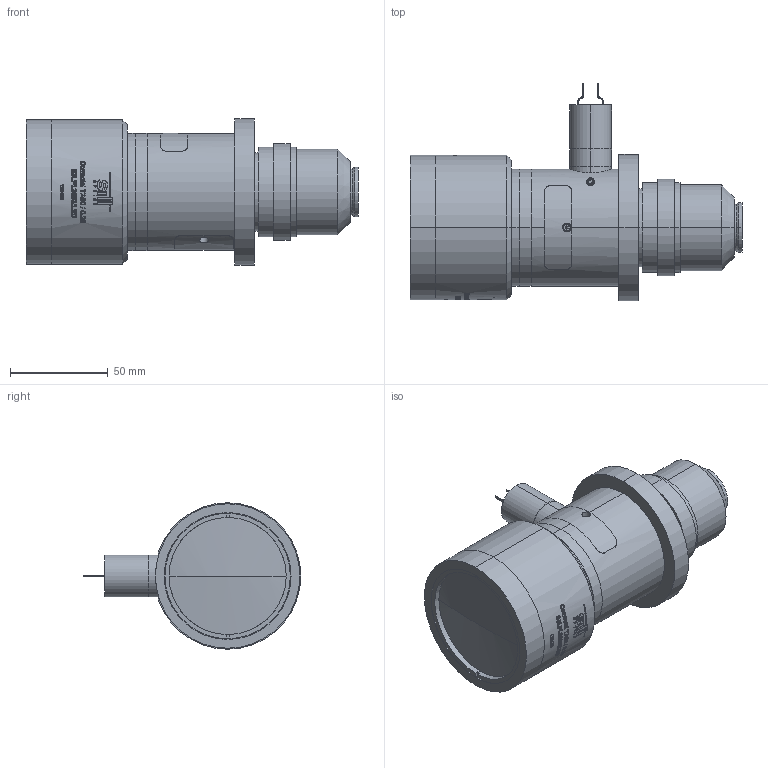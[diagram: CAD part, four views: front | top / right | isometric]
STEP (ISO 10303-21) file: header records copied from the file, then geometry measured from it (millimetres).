
FILE_DESCRIPTION (( 'STEP AP203' ), '1' );
FILE_NAME ('S5LPL2499_LED_01.STEP', '2022-03-04T05:52:35', ( '' ), ( '' ), 'SwSTEP 2.0', 'SolidWorks 2021', '' );
FILE_SCHEMA (( 'CONFIG_CONTROL_DESIGN' ));
Length unit declared in the file: millimetre
Products named in the file (39): 518002; 291610; 134301; 518004; S5FIL0201; 282101; O-Ring 15x1; 134317; 522203; DIN 912 M2 x 10 --- 10N_DIN 912 M2 x 10 --- 10N; S0DIF1363; 134319; 239407; DIN 914 - M3 x 4-N_DIN 914 - M3 x 4-N; S5MEC0010; S5ELE1365; 134318; 110211; S5LDX1199_078; 518003; S5LED0011; DIN 912 M2 x 4 --- 4N_DIN 912 M2 x 4 --- 4N; 134330; 151204_S5LPL2499_LED; 282107; S5LAO1199_078; 518001; 110805; 110807; 097108; 522301; 282106; Anschlußkabel 300 mm^134301; S5LMP4551_078; 053710; S5LPL2499_LED_01; 282111; 134316; DIN 913 - M3 x 3-N_DIN 913 - M3 x 3-N
Assembly tree (40 placements, depth 4):
  S5LPL2499_LED_01
    S5LAO1199_078
      S5LDX1199_078
    282101
      S5LMP4551_078
      282106
      282107
      282111
      S5MEC0010
    110805
    110807
    151204_S5LPL2499_LED
    291610
    522301
      134301
        134317
        134319
        134330
        S5ELE1365
        S5LED0011
        Anschlußkabel 300 mm^134301  x2
      134316
      134318
      053710
      S5FIL0201
      S0DIF1363
      522203
    518001
      518002
      518003
      518004
      O-Ring 15x1
      DIN 912 M2 x 10 --- 10N_DIN 912 M2 x 10 --- 10N
      DIN 912 M2 x 4 --- 4N_DIN 912 M2 x 4 --- 4N  x2
      DIN 914 - M3 x 4-N_DIN 914 - M3 x 4-N
    110211
    097108
    239407
    DIN 913 - M3 x 3-N_DIN 913 - M3 x 3-N
Bounding box: 170.1 x 111.53 x 75 mm (x, y, z)
Volume: 276545.4 mm3; surface area: 138644.6 mm2
Topology: 35 solids, 35 shells, 1514 faces, 3679 edges, 2347 vertices
Faces by surface type: plane 465, cylinder 419, bspline 371, cone 140, torus 110, sphere 9
Entity records: 86621 total; most frequent: CARTESIAN_POINT 50094, ORIENTED_EDGE 7146, DIRECTION 5893, EDGE_CURVE 3573, AXIS2_PLACEMENT_3D 2391, VERTEX_POINT 2293, EDGE_LOOP 1670, ADVANCED_FACE 1475
